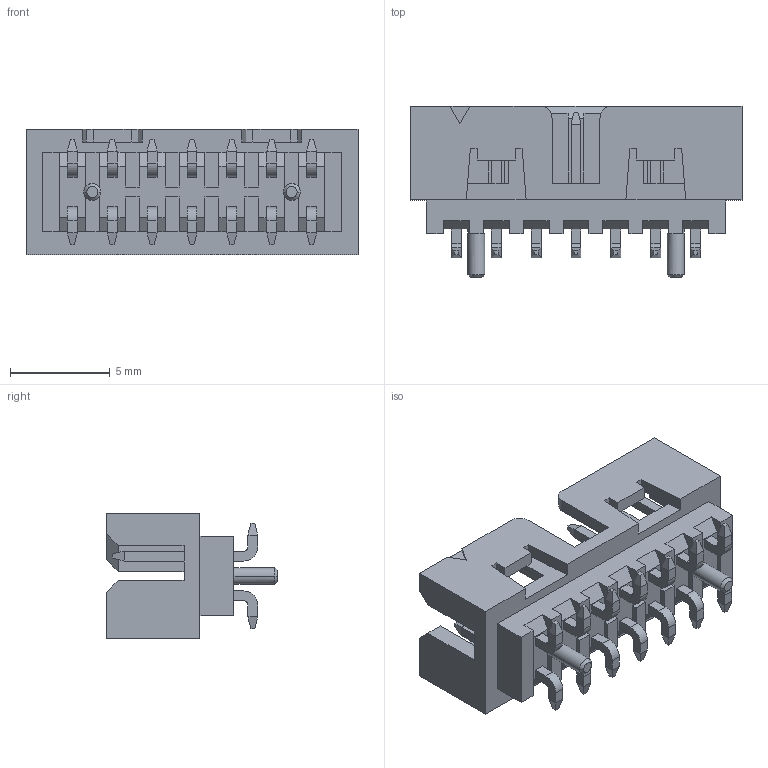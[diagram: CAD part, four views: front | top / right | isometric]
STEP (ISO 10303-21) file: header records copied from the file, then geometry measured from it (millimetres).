
FILE_DESCRIPTION((''),'2;1');
FILE_NAME('878321420','2012-08-09T',('gga'),(''),'PRO/ENGINEER BY PARAMETRIC TECHNOLOGY CORPORATION, 2011490','PRO/ENGINEER BY PARAMETRIC TECHNOLOGY CORPORATION, 2011490','');
FILE_SCHEMA(('CONFIG_CONTROL_DESIGN'));
Length unit declared in the file: millimetre
Products named in the file (1): 878321420
Bounding box: 16.65 x 8.6 x 6.3 mm (x, y, z)
Volume: 291.6 mm3; surface area: 826.3 mm2
Topology: 1 solids, 1 shells, 611 faces, 1592 edges, 1020 vertices
Faces by surface type: plane 573, cylinder 34, cone 4
Entity records: 18127 total; most frequent: CARTESIAN_POINT 3170, ORIENTED_EDGE 3060, DIRECTION 2898, EDGE_CURVE 1530, VECTOR 1506, LINE 1506, VERTEX_POINT 956, AXIS2_PLACEMENT_3D 696
